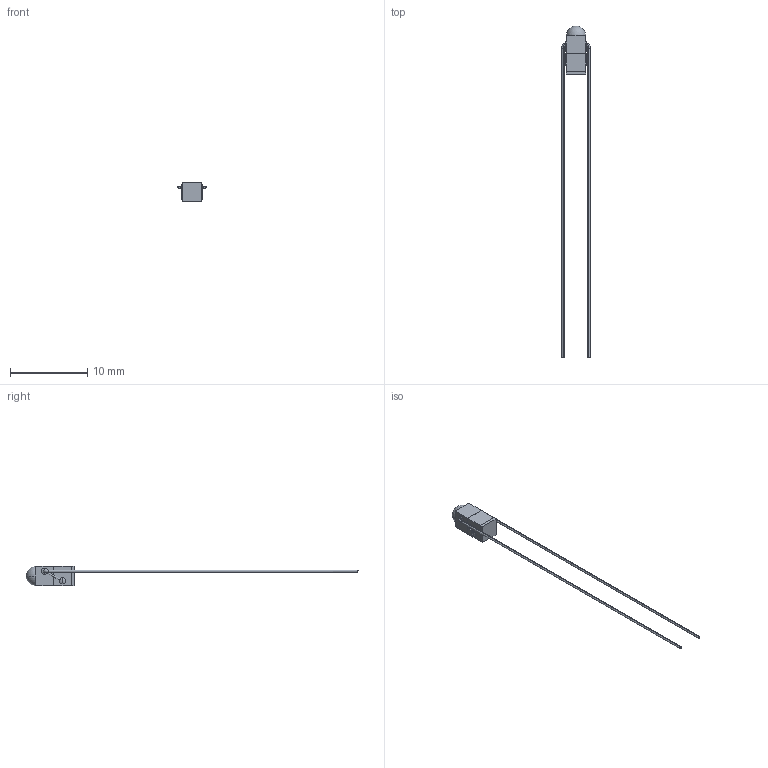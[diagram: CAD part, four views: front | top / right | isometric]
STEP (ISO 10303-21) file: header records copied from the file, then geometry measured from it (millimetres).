
FILE_DESCRIPTION (( 'STEP AP214' ), '1' );
FILE_NAME ('PK4DLP1.STEP', '2015-03-12T09:49:29', ( '' ), ( '' ), 'SwSTEP 2.0', 'SolidWorks 2014', '' );
FILE_SCHEMA (( 'AUTOMOTIVE_DESIGN' ));
Length unit declared in the file: millimetre
Products named in the file (1): PK4DLP1
Bounding box: 3.63 x 42.87 x 2.5 mm (x, y, z)
Volume: 41.2 mm3; surface area: 169.9 mm2
Topology: 2 solids, 2 shells, 57 faces, 142 edges, 85 vertices
Faces by surface type: plane 23, cylinder 16, sphere 10, bspline 8
Entity records: 2762 total; most frequent: CARTESIAN_POINT 1120, ORIENTED_EDGE 280, DIRECTION 236, EDGE_CURVE 140, AXIS2_PLACEMENT_3D 86, VERTEX_POINT 85, VECTOR 64, LINE 64
